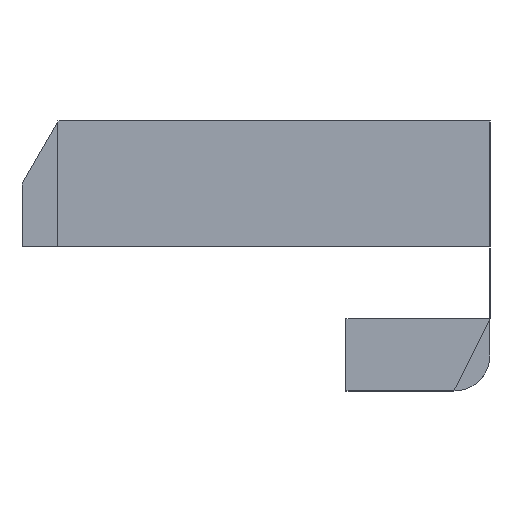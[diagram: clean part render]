
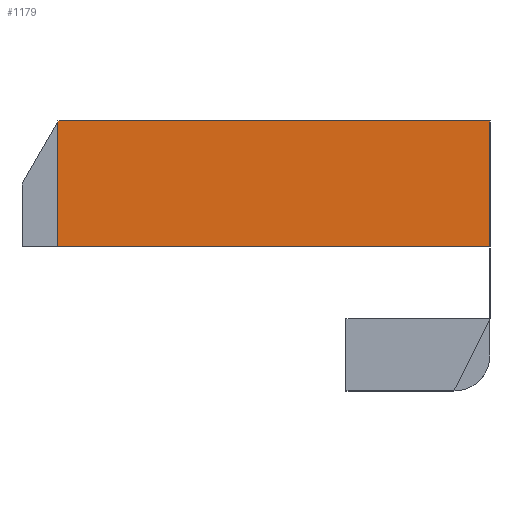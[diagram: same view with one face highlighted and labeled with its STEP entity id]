
A CAD part, front view. The second image highlights one B-rep face of the part: STEP entity #1179.
In plain terms, the highlighted planar face has unit normal (0, -1, 0).
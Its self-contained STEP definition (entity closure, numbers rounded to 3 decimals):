
#93=FACE_OUTER_BOUND('',#166,.T.);
#166=EDGE_LOOP('',(#977,#978,#979,#980));
#297=LINE('',#1856,#448);
#298=LINE('',#1858,#449);
#299=LINE('',#1860,#450);
#300=LINE('',#1861,#451);
#448=VECTOR('',#1534,10.);
#449=VECTOR('',#1535,10.);
#450=VECTOR('',#1536,10.);
#451=VECTOR('',#1537,10.);
#559=VERTEX_POINT('',#1854);
#560=VERTEX_POINT('',#1855);
#561=VERTEX_POINT('',#1857);
#562=VERTEX_POINT('',#1859);
#703=EDGE_CURVE('',#559,#560,#297,.T.);
#704=EDGE_CURVE('',#560,#561,#298,.T.);
#705=EDGE_CURVE('',#561,#562,#299,.T.);
#706=EDGE_CURVE('',#562,#559,#300,.T.);
#977=ORIENTED_EDGE('',*,*,#703,.T.);
#978=ORIENTED_EDGE('',*,*,#704,.T.);
#979=ORIENTED_EDGE('',*,*,#705,.T.);
#980=ORIENTED_EDGE('',*,*,#706,.T.);
#1106=PLANE('',#1279);
#1179=ADVANCED_FACE('',(#93),#1106,.T.);
#1279=AXIS2_PLACEMENT_3D('',#1853,#1532,#1533);
#1532=DIRECTION('center_axis',(0.,-1.,0.));
#1533=DIRECTION('ref_axis',(0.,0.,-1.));
#1534=DIRECTION('',(0.,0.,-1.));
#1535=DIRECTION('',(1.,0.,0.));
#1536=DIRECTION('',(0.,0.,1.));
#1537=DIRECTION('',(-1.,0.,0.));
#1853=CARTESIAN_POINT('Origin',(120.,-50.01,35.));
#1854=CARTESIAN_POINT('',(0.,-50.01,70.));
#1855=CARTESIAN_POINT('',(0.,-50.01,0.));
#1856=CARTESIAN_POINT('',(0.,-50.01,0.));
#1857=CARTESIAN_POINT('',(240.,-50.01,0.));
#1858=CARTESIAN_POINT('',(0.,-50.01,0.));
#1859=CARTESIAN_POINT('',(240.,-50.01,70.));
#1860=CARTESIAN_POINT('',(240.,-50.01,0.));
#1861=CARTESIAN_POINT('',(0.,-50.01,70.));
